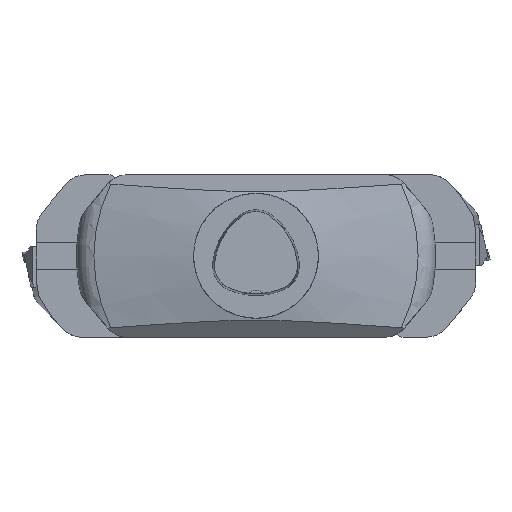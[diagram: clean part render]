
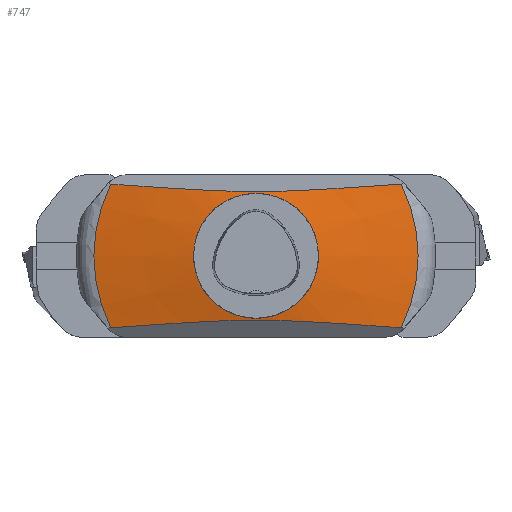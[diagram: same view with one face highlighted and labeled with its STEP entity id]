
A CAD part, top view. The second image highlights one B-rep face of the part: STEP entity #747.
In plain terms, the highlighted conical face has half-angle 78 degrees and reference radius 39.992 mm.
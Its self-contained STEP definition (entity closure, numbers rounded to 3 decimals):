
#436=CONICAL_SURFACE('',#3586,39.993,78.);
#747=ADVANCED_FACE('',(#1570,#1571),#436,.T.);
#935=CIRCLE('',#3581,103.911);
#936=CIRCLE('',#3583,103.911);
#937=CIRCLE('',#3585,39.993);
#1570=FACE_BOUND('',#1661,.T.);
#1571=FACE_BOUND('',#1662,.T.);
#1661=EDGE_LOOP('',(#2038));
#1662=EDGE_LOOP('',(#2039,#2040,#2041,#2042));
#2038=ORIENTED_EDGE('',*,*,#3033,.T.);
#2039=ORIENTED_EDGE('',*,*,#3034,.F.);
#2040=ORIENTED_EDGE('',*,*,#3027,.T.);
#2041=ORIENTED_EDGE('',*,*,#3035,.F.);
#2042=ORIENTED_EDGE('',*,*,#3031,.T.);
#2716=VERTEX_POINT('',#5029);
#2717=VERTEX_POINT('',#5030);
#2718=VERTEX_POINT('',#5044);
#2719=VERTEX_POINT('',#5046);
#2720=VERTEX_POINT('',#5053);
#3027=EDGE_CURVE('',#2716,#2717,#935,.T.);
#3031=EDGE_CURVE('',#2719,#2718,#936,.T.);
#3033=EDGE_CURVE('',#2720,#2720,#937,.T.);
#3034=EDGE_CURVE('',#2716,#2718,#3323,.T.);
#3035=EDGE_CURVE('',#2719,#2717,#3324,.T.);
#3323=B_SPLINE_CURVE_WITH_KNOTS('',3,(#5054,#5055,#5056,#5057,#5058,#5059,
#5060,#5061,#5062,#5063,#5064,#5065),.UNSPECIFIED.,.F.,.F.,(4,2,2,2,2,4),
(0.,0.25,0.5,0.625,0.75,1.),.UNSPECIFIED.);
#3324=B_SPLINE_CURVE_WITH_KNOTS('',3,(#5066,#5067,#5068,#5069,#5070,#5071,
#5072,#5073,#5074,#5075,#5076,#5077),.UNSPECIFIED.,.F.,.F.,(4,2,2,2,2,4),
(0.,0.25,0.5,0.625,0.75,1.),.UNSPECIFIED.);
#3581=AXIS2_PLACEMENT_3D('',#5028,#4045,#4046);
#3583=AXIS2_PLACEMENT_3D('',#5045,#4049,#4050);
#3585=AXIS2_PLACEMENT_3D('',#5052,#4053,#4054);
#3586=AXIS2_PLACEMENT_3D('',#5078,#4055,#4056);
#4045=DIRECTION('',(0.,0.,1.));
#4046=DIRECTION('',(-1.,0.,0.));
#4049=DIRECTION('',(0.,0.,1.));
#4050=DIRECTION('',(-1.,0.,0.));
#4053=DIRECTION('',(0.,0.,-1.));
#4054=DIRECTION('',(-1.,0.,0.));
#4055=DIRECTION('',(0.,0.,-1.));
#4056=DIRECTION('',(-1.,0.,0.));
#5028=CARTESIAN_POINT('',(0.,0.,-43.686));
#5029=CARTESIAN_POINT('',(93.144,-46.062,-43.686));
#5030=CARTESIAN_POINT('',(93.144,46.062,-43.686));
#5044=CARTESIAN_POINT('',(-93.144,-46.062,-43.686));
#5045=CARTESIAN_POINT('',(0.,0.,-43.686));
#5046=CARTESIAN_POINT('',(-93.144,46.062,-43.686));
#5052=CARTESIAN_POINT('',(0.,0.,-30.1));
#5053=CARTESIAN_POINT('',(-39.993,0.,-30.1));
#5054=CARTESIAN_POINT('',(93.144,-46.062,-43.686));
#5055=CARTESIAN_POINT('',(77.801,-44.96,-40.659));
#5056=CARTESIAN_POINT('',(62.448,-43.88,-37.69));
#5057=CARTESIAN_POINT('',(31.61,-42.021,-32.584));
#5058=CARTESIAN_POINT('',(16.134,-41.222,-30.387));
#5059=CARTESIAN_POINT('',(-7.603,-41.207,-30.346));
#5060=CARTESIAN_POINT('',(-15.543,-41.406,-30.892));
#5061=CARTESIAN_POINT('',(-31.206,-42.041,-32.637));
#5062=CARTESIAN_POINT('',(-38.985,-42.467,-33.808));
#5063=CARTESIAN_POINT('',(-62.264,-43.867,-37.654));
#5064=CARTESIAN_POINT('',(-77.709,-44.954,-40.641));
#5065=CARTESIAN_POINT('',(-93.144,-46.062,-43.686));
#5066=CARTESIAN_POINT('',(-93.144,46.062,-43.686));
#5067=CARTESIAN_POINT('',(-77.801,44.96,-40.659));
#5068=CARTESIAN_POINT('',(-62.448,43.88,-37.69));
#5069=CARTESIAN_POINT('',(-31.61,42.021,-32.584));
#5070=CARTESIAN_POINT('',(-16.134,41.222,-30.387));
#5071=CARTESIAN_POINT('',(7.603,41.207,-30.346));
#5072=CARTESIAN_POINT('',(15.543,41.406,-30.892));
#5073=CARTESIAN_POINT('',(31.206,42.041,-32.637));
#5074=CARTESIAN_POINT('',(38.985,42.467,-33.808));
#5075=CARTESIAN_POINT('',(62.264,43.867,-37.654));
#5076=CARTESIAN_POINT('',(77.709,44.954,-40.641));
#5077=CARTESIAN_POINT('',(93.144,46.062,-43.686));
#5078=CARTESIAN_POINT('',(0.,0.,-30.1));
